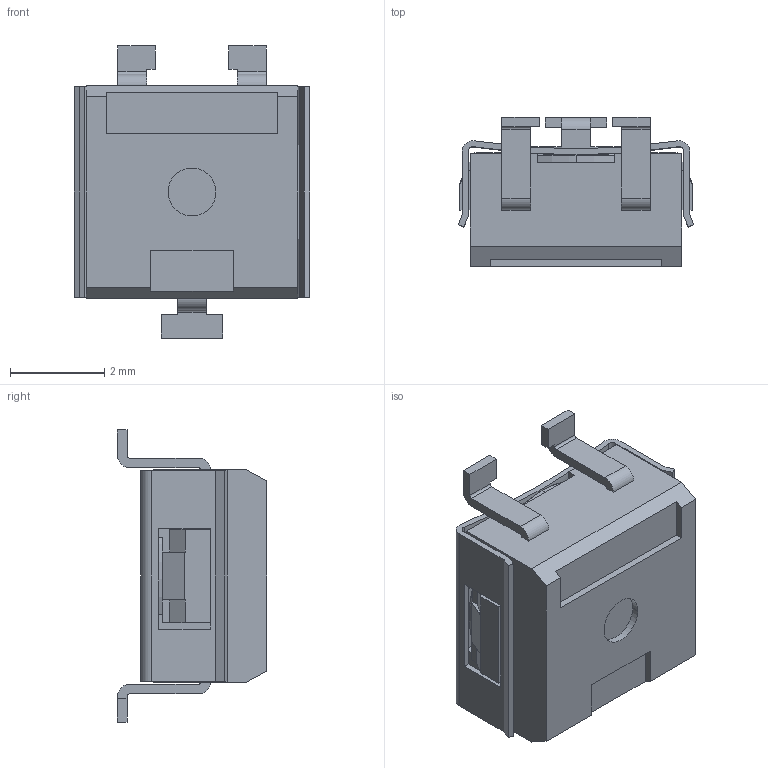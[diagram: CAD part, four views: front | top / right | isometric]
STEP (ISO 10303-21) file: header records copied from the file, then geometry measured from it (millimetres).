
FILE_DESCRIPTION((''),'2;1');
FILE_NAME('ASM0001_ASM','2015-10-23T',('brandonc'),('Bourns, Inc.'),'PRO/ENGINEER BY PARAMETRIC TECHNOLOGY CORPORATION, 2012230','PRO/ENGINEER BY PARAMETRIC TECHNOLOGY CORPORATION, 2012230','');
FILE_SCHEMA(('CONFIG_CONTROL_DESIGN'));
Length unit declared in the file: inch
Products named in the file (3): 3314R-001; PRT0001; ASM0001_ASM
Assembly tree (2 placements, depth 2):
  ASM0001_ASM
    3314R-001
    PRT0001
Bounding box: 5 x 3.16 x 6.2 mm (x, y, z)
Volume: 51.1 mm3; surface area: 173.8 mm2
Topology: 4 solids, 6 shells, 387 faces, 1121 edges, 756 vertices
Faces by surface type: plane 318, cylinder 63, torus 4, cone 2
Entity records: 13005 total; most frequent: CARTESIAN_POINT 2799, ORIENTED_EDGE 2242, DIRECTION 1920, EDGE_CURVE 1121, VECTOR 776, LINE 776, VERTEX_POINT 756, AXIS2_PLACEMENT_3D 572
